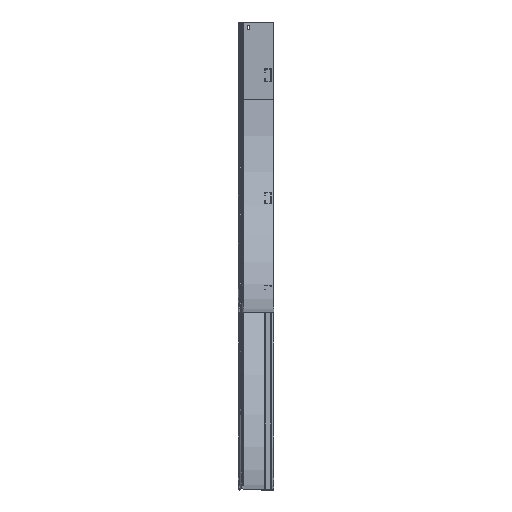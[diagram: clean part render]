
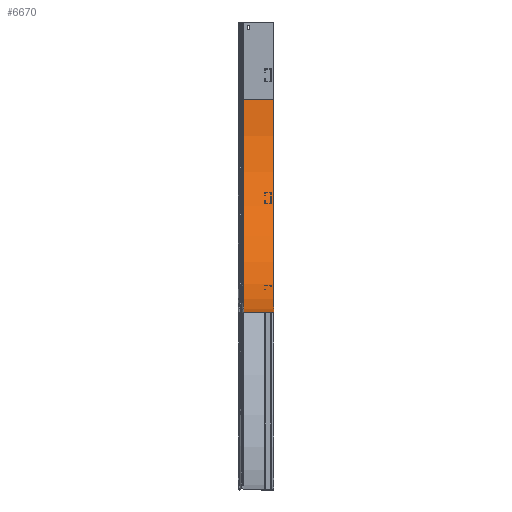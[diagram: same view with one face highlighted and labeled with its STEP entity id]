
A CAD part, left-side view. The second image highlights one B-rep face of the part: STEP entity #6670.
In plain terms, the highlighted cylindrical face has radius 600 mm (diameter 1200 mm), a partial arc.
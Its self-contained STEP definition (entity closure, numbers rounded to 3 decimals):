
#164 = VECTOR ( 'NONE', #2309, 1000. ) ;
#271 = EDGE_CURVE ( 'NONE', #8397, #7471, #4411, .T. ) ;
#691 = AXIS2_PLACEMENT_3D ( 'NONE', #3222, #3834, #2538 ) ;
#1433 = ORIENTED_EDGE ( 'NONE', *, *, #2073, .T. ) ;
#1532 = DIRECTION ( 'NONE',  ( 0., 1., 0. ) ) ;
#2073 = EDGE_CURVE ( 'NONE', #8397, #7491, #2266, .T. ) ;
#2244 = DIRECTION ( 'NONE',  ( 0., 0., 1. ) ) ;
#2266 = CIRCLE ( 'NONE', #3992, 600. ) ;
#2309 = DIRECTION ( 'NONE',  ( 0., 1., 0. ) ) ;
#2538 = DIRECTION ( 'NONE',  ( 1., 0., 0. ) ) ;
#3222 = CARTESIAN_POINT ( 'NONE',  ( 0., 84.499, 0. ) ) ;
#3258 = VECTOR ( 'NONE', #6461, 1000. ) ;
#3606 = ORIENTED_EDGE ( 'NONE', *, *, #6146, .T. ) ;
#3709 = CARTESIAN_POINT ( 'NONE',  ( 600., 0., 0. ) ) ;
#3834 = DIRECTION ( 'NONE',  ( 0., 1., 0. ) ) ;
#3992 = AXIS2_PLACEMENT_3D ( 'NONE', #8353, #6969, #5031 ) ;
#4411 = LINE ( 'NONE', #7312, #3258 ) ;
#4416 = AXIS2_PLACEMENT_3D ( 'NONE', #8181, #1532, #2244 ) ;
#4526 = ORIENTED_EDGE ( 'NONE', *, *, #271, .F. ) ;
#4602 = EDGE_LOOP ( 'NONE', ( #7408, #4526, #1433, #3606 ) ) ;
#5031 = DIRECTION ( 'NONE',  ( 1., 0., 0. ) ) ;
#5449 = CARTESIAN_POINT ( 'NONE',  ( 600., 2.2, 0. ) ) ;
#5562 = CARTESIAN_POINT ( 'NONE',  ( 0., 84.499, -600. ) ) ;
#5823 = EDGE_CURVE ( 'NONE', #8513, #7471, #8048, .T. ) ;
#6067 = LINE ( 'NONE', #5449, #164 ) ;
#6138 = CARTESIAN_POINT ( 'NONE',  ( 0., 0., -600. ) ) ;
#6146 = EDGE_CURVE ( 'NONE', #7491, #8513, #6067, .T. ) ;
#6254 = CARTESIAN_POINT ( 'NONE',  ( 600., 84.499, 0. ) ) ;
#6461 = DIRECTION ( 'NONE',  ( 0., 1., 0. ) ) ;
#6465 = FACE_OUTER_BOUND ( 'NONE', #4602, .T. ) ;
#6670 = ADVANCED_FACE ( 'NONE', ( #6465 ), #7707, .F. ) ;
#6969 = DIRECTION ( 'NONE',  ( 0., -1., 0. ) ) ;
#7312 = CARTESIAN_POINT ( 'NONE',  ( 0., 2.2, -600. ) ) ;
#7408 = ORIENTED_EDGE ( 'NONE', *, *, #5823, .T. ) ;
#7471 = VERTEX_POINT ( 'NONE', #5562 ) ;
#7491 = VERTEX_POINT ( 'NONE', #3709 ) ;
#7707 = CYLINDRICAL_SURFACE ( 'NONE', #4416, 600. ) ;
#8048 = CIRCLE ( 'NONE', #691, 600. ) ;
#8181 = CARTESIAN_POINT ( 'NONE',  ( 0., 0., 0. ) ) ;
#8353 = CARTESIAN_POINT ( 'NONE',  ( 0., 0., 0. ) ) ;
#8397 = VERTEX_POINT ( 'NONE', #6138 ) ;
#8513 = VERTEX_POINT ( 'NONE', #6254 ) ;
